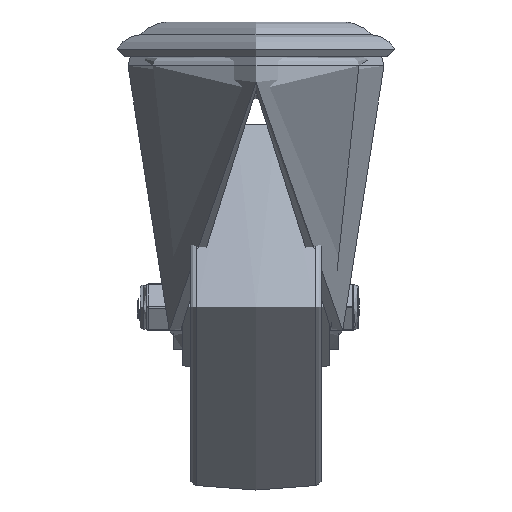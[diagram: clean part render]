
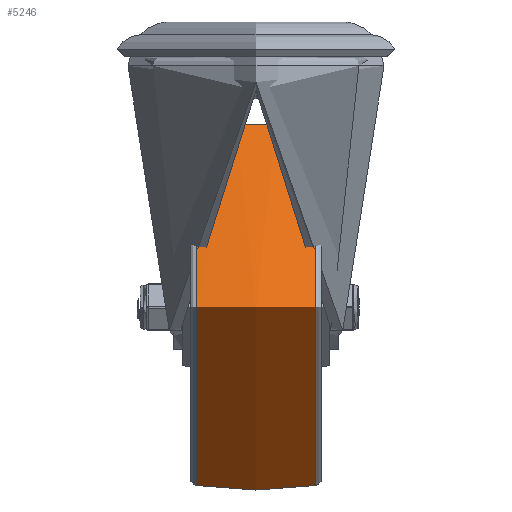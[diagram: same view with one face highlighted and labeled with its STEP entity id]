
A CAD part, left-side view. The second image highlights one B-rep face of the part: STEP entity #5246.
In plain terms, the highlighted free-form (B-spline) face has degree [2, 2] with [3, 9] control points.
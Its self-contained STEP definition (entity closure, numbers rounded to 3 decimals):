
#41=(
BOUNDED_SURFACE()
B_SPLINE_SURFACE(2,2,((#9305,#9306,#9307,#9308,#9309,#9310,#9311,#9312,
#9313),(#9314,#9315,#9316,#9317,#9318,#9319,#9320,#9321,#9322),(#9323,#9324,
#9325,#9326,#9327,#9328,#9329,#9330,#9331)),.UNSPECIFIED.,.F.,.T.,.F.)
B_SPLINE_SURFACE_WITH_KNOTS((3,3),(3,2,2,2,3),(-0.15,0.15),
(-3.142,-1.571,0.,1.571,3.142),
 .UNSPECIFIED.)
GEOMETRIC_REPRESENTATION_ITEM()
RATIONAL_B_SPLINE_SURFACE(((1.,0.707,1.,0.707,1.,
0.707,1.,0.707,1.),(0.989,0.699,
0.989,0.699,0.989,0.699,
0.989,0.699,0.989),(1.,0.707,
1.,0.707,1.,0.707,1.,0.707,1.)))
REPRESENTATION_ITEM('')
SURFACE()
);
#642=FACE_OUTER_BOUND('',#999,.T.);
#999=EDGE_LOOP('',(#3940,#3941,#3942,#3943));
#1994=CIRCLE('',#5759,48.772);
#1995=CIRCLE('',#5760,108.75);
#1996=CIRCLE('',#5761,48.772);
#2334=VERTEX_POINT('',#9302);
#2335=VERTEX_POINT('',#9332);
#2912=EDGE_CURVE('',#2334,#2334,#1994,.T.);
#2913=EDGE_CURVE('',#2334,#2335,#1995,.T.);
#2914=EDGE_CURVE('',#2335,#2335,#1996,.T.);
#3940=ORIENTED_EDGE('',*,*,#2912,.F.);
#3941=ORIENTED_EDGE('',*,*,#2913,.T.);
#3942=ORIENTED_EDGE('',*,*,#2914,.T.);
#3943=ORIENTED_EDGE('',*,*,#2913,.F.);
#5246=ADVANCED_FACE('',(#642),#41,.F.);
#5759=AXIS2_PLACEMENT_3D('',#9304,#6664,#6665);
#5760=AXIS2_PLACEMENT_3D('',#9333,#6666,#6667);
#5761=AXIS2_PLACEMENT_3D('',#9334,#6668,#6669);
#6664=DIRECTION('center_axis',(0.,1.,0.));
#6665=DIRECTION('ref_axis',(-1.,0.,0.));
#6666=DIRECTION('center_axis',(1.,0.,0.));
#6667=DIRECTION('ref_axis',(0.,0.,1.));
#6668=DIRECTION('center_axis',(0.,1.,0.));
#6669=DIRECTION('ref_axis',(-1.,0.,0.));
#9302=CARTESIAN_POINT('',(0.,16.3,48.772));
#9304=CARTESIAN_POINT('Origin',(0.,16.3,
0.));
#9305=CARTESIAN_POINT('Ctrl Pts',(0.,-16.3,
48.772));
#9306=CARTESIAN_POINT('Ctrl Pts',(48.772,-16.3,48.772));
#9307=CARTESIAN_POINT('Ctrl Pts',(48.772,-16.3,0.));
#9308=CARTESIAN_POINT('Ctrl Pts',(48.772,-16.3,-48.772));
#9309=CARTESIAN_POINT('Ctrl Pts',(0.,-16.3,
-48.772));
#9310=CARTESIAN_POINT('Ctrl Pts',(-48.772,-16.3,-48.772));
#9311=CARTESIAN_POINT('Ctrl Pts',(-48.772,-16.3,0.));
#9312=CARTESIAN_POINT('Ctrl Pts',(-48.772,-16.3,48.772));
#9313=CARTESIAN_POINT('Ctrl Pts',(0.,-16.3,
48.772));
#9314=CARTESIAN_POINT('Ctrl Pts',(0.,0.,
51.243));
#9315=CARTESIAN_POINT('Ctrl Pts',(51.243,0.,
51.243));
#9316=CARTESIAN_POINT('Ctrl Pts',(51.243,0.,
0.));
#9317=CARTESIAN_POINT('Ctrl Pts',(51.243,0.,
-51.243));
#9318=CARTESIAN_POINT('Ctrl Pts',(0.,0.,
-51.243));
#9319=CARTESIAN_POINT('Ctrl Pts',(-51.243,0.,
-51.243));
#9320=CARTESIAN_POINT('Ctrl Pts',(-51.243,0.,
0.));
#9321=CARTESIAN_POINT('Ctrl Pts',(-51.243,0.,
51.243));
#9322=CARTESIAN_POINT('Ctrl Pts',(0.,0.,
51.243));
#9323=CARTESIAN_POINT('Ctrl Pts',(0.,16.3,
48.772));
#9324=CARTESIAN_POINT('Ctrl Pts',(48.772,16.3,48.772));
#9325=CARTESIAN_POINT('Ctrl Pts',(48.772,16.3,0.));
#9326=CARTESIAN_POINT('Ctrl Pts',(48.772,16.3,-48.772));
#9327=CARTESIAN_POINT('Ctrl Pts',(0.,16.3,
-48.772));
#9328=CARTESIAN_POINT('Ctrl Pts',(-48.772,16.3,-48.772));
#9329=CARTESIAN_POINT('Ctrl Pts',(-48.772,16.3,0.));
#9330=CARTESIAN_POINT('Ctrl Pts',(-48.772,16.3,48.772));
#9331=CARTESIAN_POINT('Ctrl Pts',(0.,16.3,
48.772));
#9332=CARTESIAN_POINT('',(0.,-16.3,48.772));
#9333=CARTESIAN_POINT('Origin',(0.,0.,
-58.75));
#9334=CARTESIAN_POINT('Origin',(0.,-16.3,
0.));
